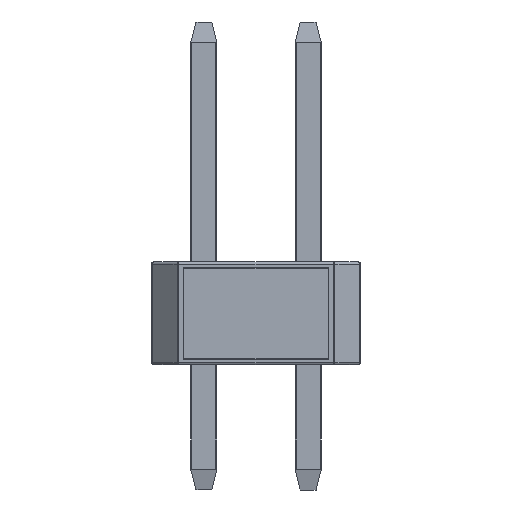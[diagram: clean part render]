
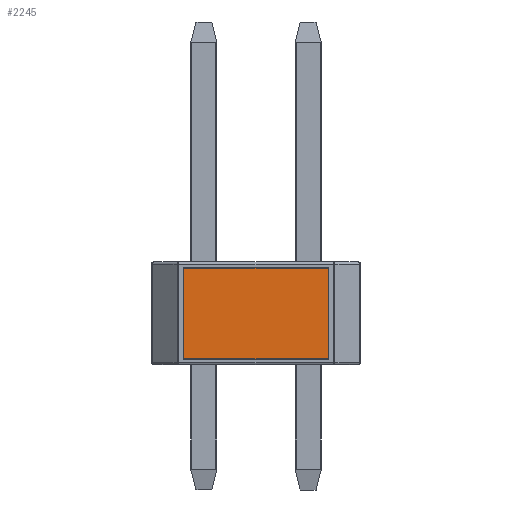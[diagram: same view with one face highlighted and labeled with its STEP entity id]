
A CAD part, left-side view. The second image highlights one B-rep face of the part: STEP entity #2245.
In plain terms, the highlighted planar face has unit normal (-1, 0, 0).
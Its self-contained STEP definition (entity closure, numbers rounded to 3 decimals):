
#294=FACE_OUTER_BOUND('',#420,.T.);
#420=EDGE_LOOP('',(#1822,#1823,#1824,#1825));
#559=LINE('',#3470,#775);
#560=LINE('',#3475,#776);
#563=LINE('',#3483,#779);
#565=LINE('',#3486,#781);
#775=VECTOR('',#2785,10.);
#776=VECTOR('',#2790,10.);
#779=VECTOR('',#2799,10.);
#781=VECTOR('',#2803,10.);
#972=VERTEX_POINT('',#3467);
#973=VERTEX_POINT('',#3469);
#974=VERTEX_POINT('',#3473);
#975=VERTEX_POINT('',#3474);
#1188=EDGE_CURVE('',#973,#972,#559,.T.);
#1190=EDGE_CURVE('',#974,#975,#560,.T.);
#1195=EDGE_CURVE('',#972,#974,#563,.T.);
#1197=EDGE_CURVE('',#975,#973,#565,.T.);
#1822=ORIENTED_EDGE('',*,*,#1195,.T.);
#1823=ORIENTED_EDGE('',*,*,#1190,.T.);
#1824=ORIENTED_EDGE('',*,*,#1197,.T.);
#1825=ORIENTED_EDGE('',*,*,#1188,.T.);
#2008=PLANE('',#2491);
#2245=ADVANCED_FACE('',(#294),#2008,.T.);
#2491=AXIS2_PLACEMENT_3D('',#3684,#3054,#3055);
#2785=DIRECTION('',(0.,1.,0.));
#2790=DIRECTION('',(0.,-1.,0.));
#2799=DIRECTION('',(0.,0.,-1.));
#2803=DIRECTION('',(0.,0.,1.));
#3054=DIRECTION('center_axis',(-1.,0.,0.));
#3055=DIRECTION('ref_axis',(0.,0.,1.));
#3467=CARTESIAN_POINT('',(-1.27,3.023,2.35));
#3469=CARTESIAN_POINT('',(-1.27,-0.488,2.35));
#3470=CARTESIAN_POINT('',(-1.27,3.023,2.35));
#3473=CARTESIAN_POINT('',(-1.27,3.023,0.15));
#3474=CARTESIAN_POINT('',(-1.27,-0.488,0.15));
#3475=CARTESIAN_POINT('',(-1.27,-0.488,0.15));
#3483=CARTESIAN_POINT('',(-1.27,3.023,0.15));
#3486=CARTESIAN_POINT('',(-1.27,-0.488,2.35));
#3684=CARTESIAN_POINT('Origin',(-1.27,1.268,1.25));
